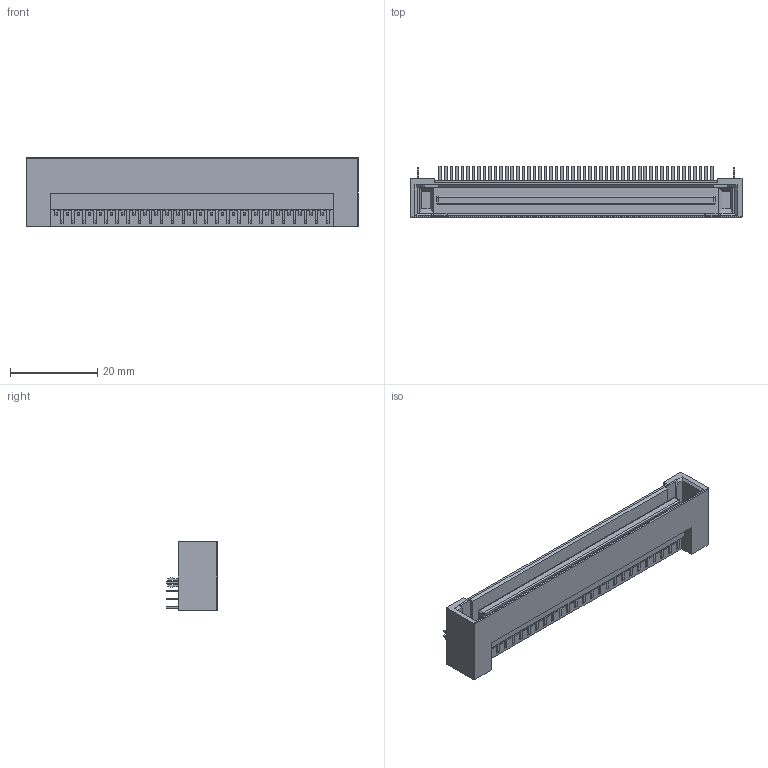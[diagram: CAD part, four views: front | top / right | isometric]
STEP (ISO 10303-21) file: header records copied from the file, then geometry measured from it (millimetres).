
FILE_DESCRIPTION (( 'STEP AP203' ), '1' );
FILE_NAME ('K3D-TX25-100P-LT-H1E-R1 JAE Connector Division Proprietary.STEP', '2009-01-14T03:00:59', ( '' ), ( '' ), 'SwSTEP 2.0', 'SolidWorks 2008', '' );
FILE_SCHEMA (( 'CONFIG_CONTROL_DESIGN' ));
Length unit declared in the file: millimetre
Products named in the file (1): K3D-TX25-100P-LT-H1E-R1 JAE Connector Division Proprietary
Bounding box: 76.1 x 11.8 x 15.8 mm (x, y, z)
Volume: 5454.7 mm3; surface area: 6785.5 mm2
Topology: 1 solids, 1 shells, 1143 faces, 3077 edges, 2040 vertices
Faces by surface type: plane 1074, cylinder 65, sphere 4
Entity records: 35158 total; most frequent: CARTESIAN_POINT 6275, ORIENTED_EDGE 6146, DIRECTION 5477, EDGE_CURVE 3073, VECTOR 2945, LINE 2945, VERTEX_POINT 2040, AXIS2_PLACEMENT_3D 1266
